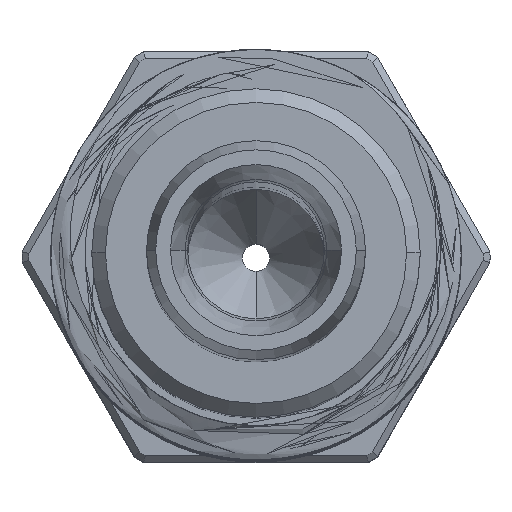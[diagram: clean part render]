
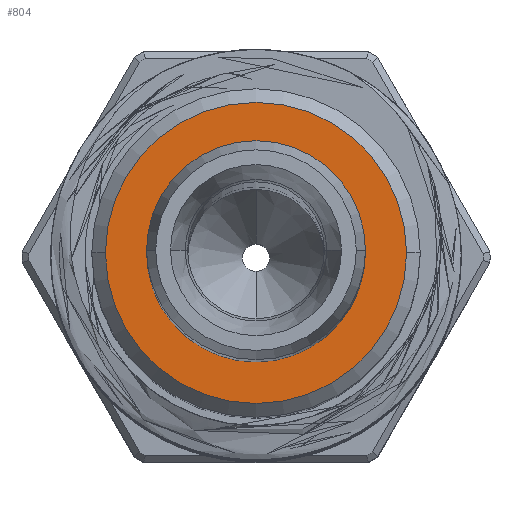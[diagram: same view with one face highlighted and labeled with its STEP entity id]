
A CAD part, top view. The second image highlights one B-rep face of the part: STEP entity #804.
In plain terms, the highlighted planar face has unit normal (0, 0, 1).
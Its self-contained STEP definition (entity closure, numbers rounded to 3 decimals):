
#637=PLANE('',#2643);
#697=FACE_BOUND('',#1067,.T.);
#698=FACE_BOUND('',#1068,.T.);
#804=ADVANCED_FACE('',(#697,#698),#637,.T.);
#1067=EDGE_LOOP('',(#1573,#1574));
#1068=EDGE_LOOP('',(#1575,#1576));
#1573=ORIENTED_EDGE('',*,*,#2274,.T.);
#1574=ORIENTED_EDGE('',*,*,#2264,.T.);
#1575=ORIENTED_EDGE('',*,*,#2268,.F.);
#1576=ORIENTED_EDGE('',*,*,#2275,.F.);
#2063=VERTEX_POINT('',#3487);
#2064=VERTEX_POINT('',#3488);
#2067=VERTEX_POINT('',#3496);
#2068=VERTEX_POINT('',#3497);
#2264=EDGE_CURVE('',#2063,#2064,#2513,.T.);
#2268=EDGE_CURVE('',#2067,#2068,#2515,.T.);
#2274=EDGE_CURVE('',#2064,#2063,#2517,.T.);
#2275=EDGE_CURVE('',#2068,#2067,#2518,.T.);
#2513=CIRCLE('',#2634,2.2);
#2515=CIRCLE('',#2637,1.5);
#2517=CIRCLE('',#2641,2.2);
#2518=CIRCLE('',#2642,1.5);
#2634=AXIS2_PLACEMENT_3D('',#3486,#2928,#2929);
#2637=AXIS2_PLACEMENT_3D('',#3495,#2936,#2937);
#2641=AXIS2_PLACEMENT_3D('',#3507,#2948,#2949);
#2642=AXIS2_PLACEMENT_3D('',#3508,#2950,#2951);
#2643=AXIS2_PLACEMENT_3D('',#3509,#2952,#2953);
#2928=DIRECTION('',(0.,0.,1.));
#2929=DIRECTION('',(1.,0.,0.));
#2936=DIRECTION('',(0.,0.,1.));
#2937=DIRECTION('',(1.,0.,0.));
#2948=DIRECTION('',(0.,0.,1.));
#2949=DIRECTION('',(1.,0.,0.));
#2950=DIRECTION('',(0.,0.,1.));
#2951=DIRECTION('',(1.,0.,0.));
#2952=DIRECTION('',(0.,0.,1.));
#2953=DIRECTION('',(-1.,0.,0.));
#3486=CARTESIAN_POINT('',(0.,0.,10.5));
#3487=CARTESIAN_POINT('',(2.2,0.,10.5));
#3488=CARTESIAN_POINT('',(-2.2,0.,10.5));
#3495=CARTESIAN_POINT('',(0.,0.,10.5));
#3496=CARTESIAN_POINT('',(-1.5,0.,10.5));
#3497=CARTESIAN_POINT('',(1.5,0.,10.5));
#3507=CARTESIAN_POINT('',(0.,0.,10.5));
#3508=CARTESIAN_POINT('',(0.,0.,10.5));
#3509=CARTESIAN_POINT('',(0.,0.,10.5));
